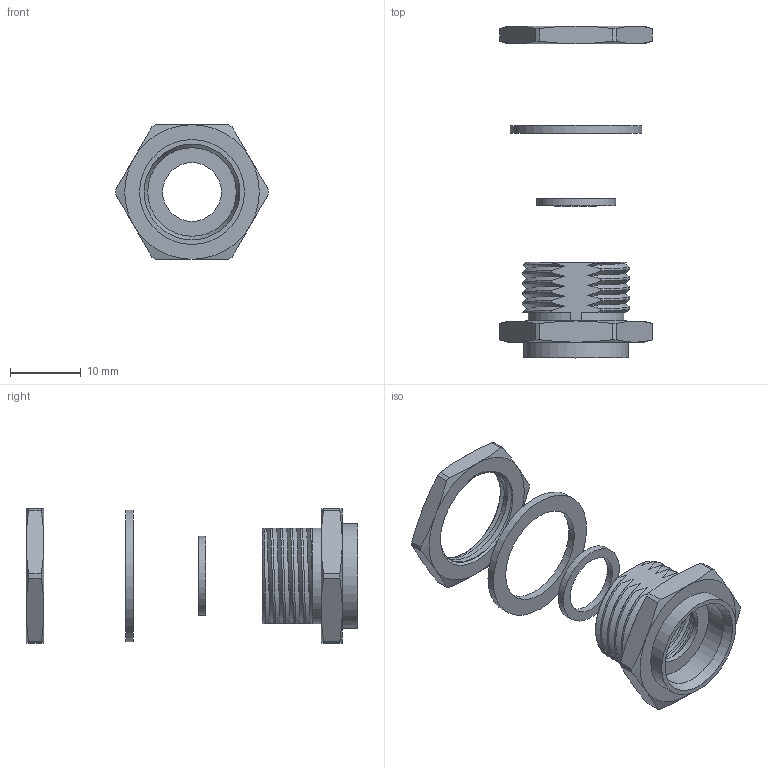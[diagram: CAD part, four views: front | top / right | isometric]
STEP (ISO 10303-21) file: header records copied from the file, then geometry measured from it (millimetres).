
FILE_DESCRIPTION( ( 'Unknown' ), '1' );
FILE_NAME( '749699910.stp', 'Unknown', ( 'Unknown' ), ( 'Unknown' ), 'PSStep 21.0.46', 'Unknown', ' ' );
FILE_SCHEMA( ( 'AUTOMOTIVE_DESIGN { 1 0 10303 214 1 1 1 1 }' ) );
Length unit declared in the file: millimetre
Products named in the file (5): Assem1; Metal body; Front-O-ring-FEMAE; m16-15 nut; O-Ring 2mm
Assembly tree (4 placements, depth 2):
  Assem1
    Metal body
    Front-O-ring-FEMAE
    m16-15 nut
    O-Ring 2mm
Bounding box: 21.6 x 46.84 x 19 mm (x, y, z)
Volume: 1786.7 mm3; surface area: 3065.5 mm2
Topology: 4 solids, 4 shells, 137 faces, 371 edges, 249 vertices
Faces by surface type: cylinder 45, plane 35, cone 31, bspline 26
Full cylindrical faces by diameter (mm): 8.3 x1, 8.4 x1, 10.5 x1, 10.917 x6, 11.2 x1, 11.25 x1, 12.5 x1, 13.7 x1, 14.8 x1, 18.6 x1
Entity records: 10448 total; most frequent: CARTESIAN_POINT 6437, ORIENTED_EDGE 702, DIRECTION 476, EDGE_CURVE 351, VERTEX_POINT 246, AXIS2_PLACEMENT_3D 202, EDGE_LOOP 157, FACE_OUTER_BOUND 141
